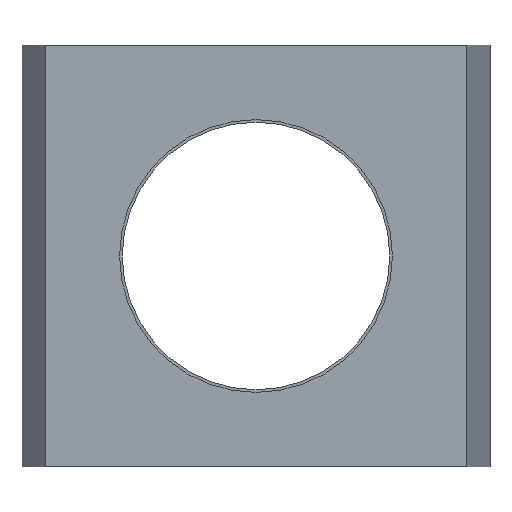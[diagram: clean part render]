
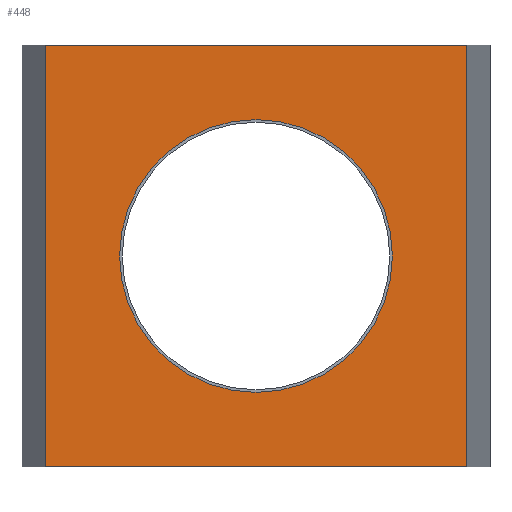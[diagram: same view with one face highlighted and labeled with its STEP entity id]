
A CAD part, front view. The second image highlights one B-rep face of the part: STEP entity #448.
In plain terms, the highlighted planar face has unit normal (0, -1, 0).
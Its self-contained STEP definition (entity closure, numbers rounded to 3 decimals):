
#28 = VERTEX_POINT ( 'NONE', #816 ) ;
#38 = LINE ( 'NONE', #111, #51 ) ;
#40 = DIRECTION ( 'NONE',  ( 1., 0., 0. ) ) ;
#44 = CARTESIAN_POINT ( 'NONE',  ( -315., 0., 315. ) ) ;
#51 = VECTOR ( 'NONE', #632, 1000. ) ;
#87 = DIRECTION ( 'NONE',  ( 0., 1., 0. ) ) ;
#111 = CARTESIAN_POINT ( 'NONE',  ( 315., 0., 315. ) ) ;
#117 = AXIS2_PLACEMENT_3D ( 'NONE', #922, #430, #858 ) ;
#125 = LINE ( 'NONE', #425, #210 ) ;
#129 = VERTEX_POINT ( 'NONE', #44 ) ;
#142 = CARTESIAN_POINT ( 'NONE',  ( 0., 0., 0. ) ) ;
#161 = CIRCLE ( 'NONE', #117, 204. ) ;
#166 = PLANE ( 'NONE',  #595 ) ;
#207 = EDGE_CURVE ( 'NONE', #129, #825, #125, .T. ) ;
#209 = LINE ( 'NONE', #717, #633 ) ;
#210 = VECTOR ( 'NONE', #723, 1000. ) ;
#211 = ORIENTED_EDGE ( 'NONE', *, *, #207, .F. ) ;
#215 = EDGE_CURVE ( 'NONE', #583, #752, #209, .T. ) ;
#216 = ORIENTED_EDGE ( 'NONE', *, *, #215, .T. ) ;
#236 = FACE_OUTER_BOUND ( 'NONE', #322, .T. ) ;
#322 = EDGE_LOOP ( 'NONE', ( #216, #473, #211, #604 ) ) ;
#422 = ORIENTED_EDGE ( 'NONE', *, *, #948, .F. ) ;
#425 = CARTESIAN_POINT ( 'NONE',  ( -315., 0., 315. ) ) ;
#430 = DIRECTION ( 'NONE',  ( 0., -1., 0. ) ) ;
#436 = VERTEX_POINT ( 'NONE', #674 ) ;
#448 = ADVANCED_FACE ( 'NONE', ( #603, #236 ), #166, .F. ) ;
#473 = ORIENTED_EDGE ( 'NONE', *, *, #803, .F. ) ;
#477 = DIRECTION ( 'NONE',  ( 0., 0., -1. ) ) ;
#489 = CARTESIAN_POINT ( 'NONE',  ( 315., 0., 315. ) ) ;
#509 = VECTOR ( 'NONE', #477, 1000. ) ;
#557 = LINE ( 'NONE', #848, #509 ) ;
#583 = VERTEX_POINT ( 'NONE', #956 ) ;
#595 = AXIS2_PLACEMENT_3D ( 'NONE', #690, #87, #685 ) ;
#603 = FACE_BOUND ( 'NONE', #791, .T. ) ;
#604 = ORIENTED_EDGE ( 'NONE', *, *, #730, .T. ) ;
#632 = DIRECTION ( 'NONE',  ( 0., 0., -1. ) ) ;
#633 = VECTOR ( 'NONE', #40, 1000. ) ;
#644 = ORIENTED_EDGE ( 'NONE', *, *, #651, .F. ) ;
#651 = EDGE_CURVE ( 'NONE', #436, #28, #725, .T. ) ;
#665 = DIRECTION ( 'NONE',  ( 0., -1., 0. ) ) ;
#674 = CARTESIAN_POINT ( 'NONE',  ( 0., 0., -204. ) ) ;
#685 = DIRECTION ( 'NONE',  ( 0., 0., 1. ) ) ;
#690 = CARTESIAN_POINT ( 'NONE',  ( -315., 0., 315. ) ) ;
#717 = CARTESIAN_POINT ( 'NONE',  ( -315., 0., -315. ) ) ;
#722 = CARTESIAN_POINT ( 'NONE',  ( 315., 0., -315. ) ) ;
#723 = DIRECTION ( 'NONE',  ( 1., 0., 0. ) ) ;
#725 = CIRCLE ( 'NONE', #886, 204. ) ;
#730 = EDGE_CURVE ( 'NONE', #129, #583, #557, .T. ) ;
#752 = VERTEX_POINT ( 'NONE', #722 ) ;
#791 = EDGE_LOOP ( 'NONE', ( #644, #422 ) ) ;
#803 = EDGE_CURVE ( 'NONE', #825, #752, #38, .T. ) ;
#816 = CARTESIAN_POINT ( 'NONE',  ( 0., 0., 204. ) ) ;
#825 = VERTEX_POINT ( 'NONE', #489 ) ;
#848 = CARTESIAN_POINT ( 'NONE',  ( -315., 0., 315. ) ) ;
#858 = DIRECTION ( 'NONE',  ( 0., 0., -1. ) ) ;
#880 = DIRECTION ( 'NONE',  ( 0., 0., -1. ) ) ;
#886 = AXIS2_PLACEMENT_3D ( 'NONE', #142, #665, #880 ) ;
#922 = CARTESIAN_POINT ( 'NONE',  ( 0., 0., 0. ) ) ;
#948 = EDGE_CURVE ( 'NONE', #28, #436, #161, .T. ) ;
#956 = CARTESIAN_POINT ( 'NONE',  ( -315., 0., -315. ) ) ;
